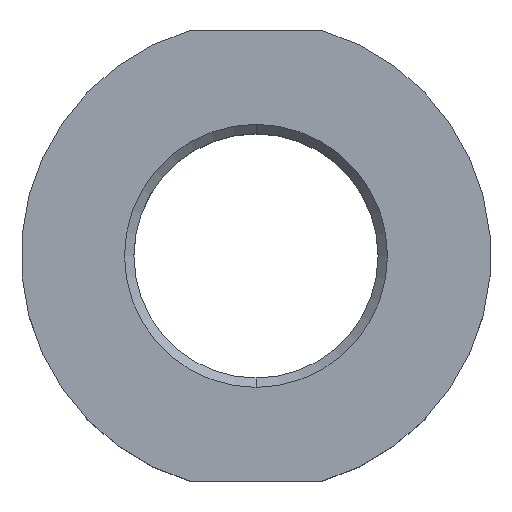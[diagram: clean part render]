
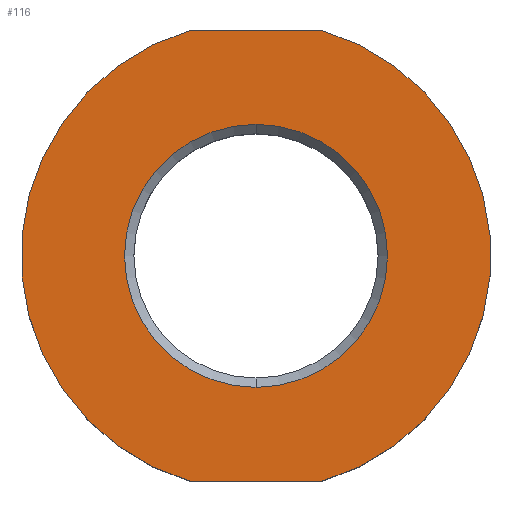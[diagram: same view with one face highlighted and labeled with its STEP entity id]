
A CAD part, top view. The second image highlights one B-rep face of the part: STEP entity #116.
In plain terms, the highlighted planar face has unit normal (0, 0, 1).
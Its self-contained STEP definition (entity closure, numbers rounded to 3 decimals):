
#13 = CIRCLE ( 'NONE', #523, 25. ) ;
#19 = LINE ( 'NONE', #759, #343 ) ;
#54 = CARTESIAN_POINT ( 'NONE',  ( 7., 24., 0. ) ) ;
#58 = EDGE_CURVE ( 'NONE', #542, #84, #690, .T. ) ;
#62 = DIRECTION ( 'NONE',  ( 0., 0., -1. ) ) ;
#65 = CIRCLE ( 'NONE', #179, 14. ) ;
#71 = EDGE_CURVE ( 'NONE', #348, #782, #65, .T. ) ;
#81 = EDGE_CURVE ( 'NONE', #616, #389, #13, .T. ) ;
#84 = VERTEX_POINT ( 'NONE', #176 ) ;
#94 = DIRECTION ( 'NONE',  ( 0., 1., 0. ) ) ;
#116 = ADVANCED_FACE ( 'NONE', ( #550, #507 ), #305, .T. ) ;
#176 = CARTESIAN_POINT ( 'NONE',  ( -7., 24., 0. ) ) ;
#179 = AXIS2_PLACEMENT_3D ( 'NONE', #553, #672, #609 ) ;
#224 = EDGE_LOOP ( 'NONE', ( #787, #802, #433, #409 ) ) ;
#236 = CARTESIAN_POINT ( 'NONE',  ( 0., 14., 0. ) ) ;
#256 = CARTESIAN_POINT ( 'NONE',  ( 0., 0., 0. ) ) ;
#268 = VECTOR ( 'NONE', #357, 1000. ) ;
#300 = LINE ( 'NONE', #473, #268 ) ;
#301 = CARTESIAN_POINT ( 'NONE',  ( 7., -24., 0. ) ) ;
#305 = PLANE ( 'NONE',  #783 ) ;
#343 = VECTOR ( 'NONE', #621, 1000. ) ;
#348 = VERTEX_POINT ( 'NONE', #364 ) ;
#356 = CIRCLE ( 'NONE', #665, 14. ) ;
#357 = DIRECTION ( 'NONE',  ( 1., 0., 0. ) ) ;
#364 = CARTESIAN_POINT ( 'NONE',  ( 0., -14., 0. ) ) ;
#389 = VERTEX_POINT ( 'NONE', #301 ) ;
#409 = ORIENTED_EDGE ( 'NONE', *, *, #58, .F. ) ;
#433 = ORIENTED_EDGE ( 'NONE', *, *, #594, .F. ) ;
#439 = DIRECTION ( 'NONE',  ( 0., 1., 0. ) ) ;
#473 = CARTESIAN_POINT ( 'NONE',  ( -25., -24., 0. ) ) ;
#486 = CARTESIAN_POINT ( 'NONE',  ( 0., 0., 0. ) ) ;
#489 = CARTESIAN_POINT ( 'NONE',  ( 0., 25., 0. ) ) ;
#494 = EDGE_LOOP ( 'NONE', ( #706, #584 ) ) ;
#507 = FACE_OUTER_BOUND ( 'NONE', #224, .T. ) ;
#523 = AXIS2_PLACEMENT_3D ( 'NONE', #486, #742, #94 ) ;
#542 = VERTEX_POINT ( 'NONE', #562 ) ;
#550 = FACE_BOUND ( 'NONE', #494, .T. ) ;
#553 = CARTESIAN_POINT ( 'NONE',  ( 0., 0., 0. ) ) ;
#562 = CARTESIAN_POINT ( 'NONE',  ( -7., -24., 0. ) ) ;
#582 = DIRECTION ( 'NONE',  ( 0., 0., -1. ) ) ;
#584 = ORIENTED_EDGE ( 'NONE', *, *, #746, .T. ) ;
#594 = EDGE_CURVE ( 'NONE', #84, #616, #19, .T. ) ;
#605 = DIRECTION ( 'NONE',  ( 0., 0., 1. ) ) ;
#609 = DIRECTION ( 'NONE',  ( 0., -1., 0. ) ) ;
#616 = VERTEX_POINT ( 'NONE', #54 ) ;
#621 = DIRECTION ( 'NONE',  ( 1., 0., 0. ) ) ;
#645 = AXIS2_PLACEMENT_3D ( 'NONE', #256, #62, #439 ) ;
#665 = AXIS2_PLACEMENT_3D ( 'NONE', #770, #582, #721 ) ;
#672 = DIRECTION ( 'NONE',  ( 0., 0., -1. ) ) ;
#690 = CIRCLE ( 'NONE', #645, 25. ) ;
#706 = ORIENTED_EDGE ( 'NONE', *, *, #71, .T. ) ;
#721 = DIRECTION ( 'NONE',  ( 0., -1., 0. ) ) ;
#733 = EDGE_CURVE ( 'NONE', #542, #389, #300, .T. ) ;
#740 = DIRECTION ( 'NONE',  ( 0., -1., 0. ) ) ;
#742 = DIRECTION ( 'NONE',  ( 0., 0., -1. ) ) ;
#746 = EDGE_CURVE ( 'NONE', #782, #348, #356, .T. ) ;
#759 = CARTESIAN_POINT ( 'NONE',  ( -25., 24., 0. ) ) ;
#770 = CARTESIAN_POINT ( 'NONE',  ( 0., 0., 0. ) ) ;
#782 = VERTEX_POINT ( 'NONE', #236 ) ;
#783 = AXIS2_PLACEMENT_3D ( 'NONE', #489, #605, #740 ) ;
#787 = ORIENTED_EDGE ( 'NONE', *, *, #733, .T. ) ;
#802 = ORIENTED_EDGE ( 'NONE', *, *, #81, .F. ) ;
